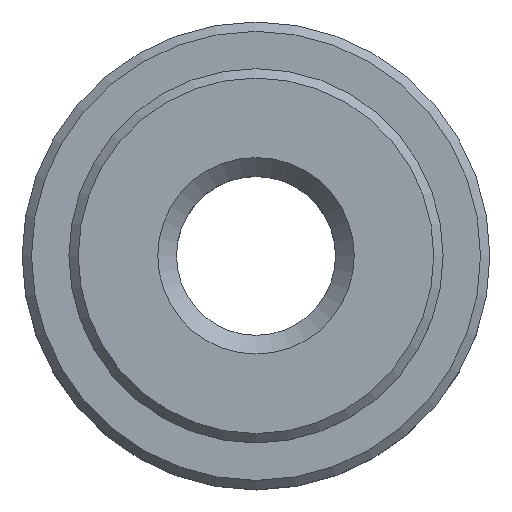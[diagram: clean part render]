
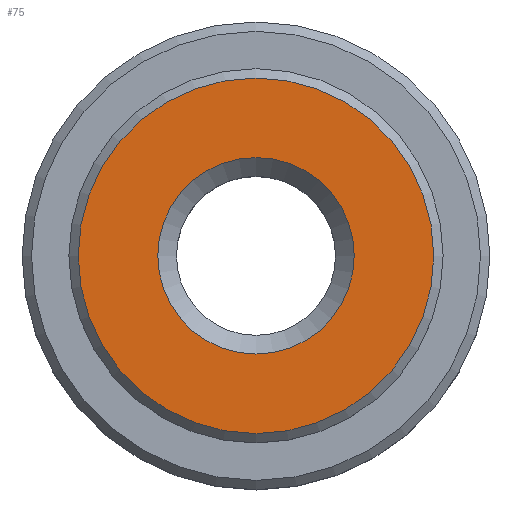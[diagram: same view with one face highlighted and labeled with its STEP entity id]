
A CAD part, top view. The second image highlights one B-rep face of the part: STEP entity #75.
In plain terms, the highlighted planar face has unit normal (0, 0, 1).
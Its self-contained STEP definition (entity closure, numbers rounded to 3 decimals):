
#75 = ADVANCED_FACE( '', ( #87, #88 ), #89, .T. );
#87 = FACE_BOUND( '', #120, .T. );
#88 = FACE_OUTER_BOUND( '', #121, .T. );
#89 = PLANE( '', #122 );
#120 = EDGE_LOOP( '', ( #153 ) );
#121 = EDGE_LOOP( '', ( #154 ) );
#122 = AXIS2_PLACEMENT_3D( '', #155, #156, #157 );
#153 = ORIENTED_EDGE( '', *, *, #208, .T. );
#154 = ORIENTED_EDGE( '', *, *, #209, .T. );
#155 = CARTESIAN_POINT( '', ( 0., 0., 10. ) );
#156 = DIRECTION( '', ( 0., 0., 1. ) );
#157 = DIRECTION( '', ( 1., 0., 0. ) );
#208 = EDGE_CURVE( '', #219, #219, #220, .F. );
#209 = EDGE_CURVE( '', #221, #221, #222, .T. );
#219 = VERTEX_POINT( '', #241 );
#220 = CIRCLE( '', #242, 5.25 );
#221 = VERTEX_POINT( '', #243 );
#222 = CIRCLE( '', #244, 9.5 );
#241 = CARTESIAN_POINT( '', ( 5.25, 0., 10. ) );
#242 = AXIS2_PLACEMENT_3D( '', #263, #264, #265 );
#243 = CARTESIAN_POINT( '', ( 9.5, 0., 10. ) );
#244 = AXIS2_PLACEMENT_3D( '', #266, #267, #268 );
#263 = CARTESIAN_POINT( '', ( 0., 0., 10. ) );
#264 = DIRECTION( '', ( 0., 0., 1. ) );
#265 = DIRECTION( '', ( 1., 0., 0. ) );
#266 = CARTESIAN_POINT( '', ( 0., 0., 10. ) );
#267 = DIRECTION( '', ( 0., 0., 1. ) );
#268 = DIRECTION( '', ( 1., 0., 0. ) );
